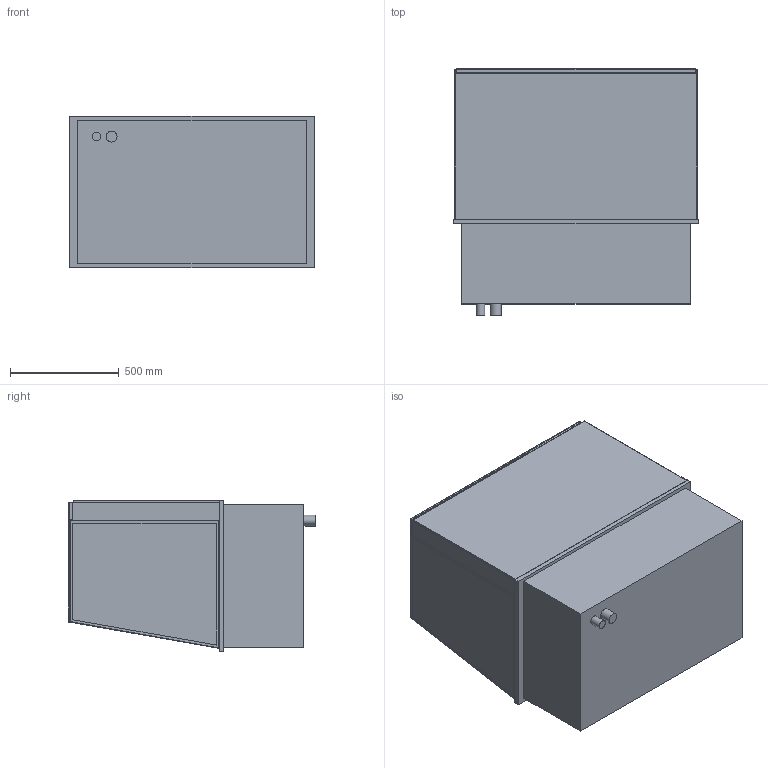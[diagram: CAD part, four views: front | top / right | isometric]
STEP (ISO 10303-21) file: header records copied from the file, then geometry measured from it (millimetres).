
FILE_DESCRIPTION(/* description */ ('Einbaukühlvitrine: zentralgekühlt'),/* implementation_level */ '2;1');
FILE_NAME(/* name */ '3D-AKE-00007238.stp',/* time_stamp */ '2025-01-30T09:34:52+01:00',/* author */ ('marina.schachner'),/* organization */ (''),/* preprocessor_version */ 'ST-DEVELOPER v20',/* originating_system */ 'Autodesk Inventor 2024',/* authorisation */ '');
FILE_SCHEMA (('AUTOMOTIVE_DESIGN { 1 0 10303 214 3 1 1 }'));
Length unit declared in the file: millimetre
Products named in the file (1): 3D-AKE-00007238
Bounding box: 1125 x 1140 x 695 mm (x, y, z)
Volume: 161634890.4 mm3; surface area: 18504794.7 mm2
Topology: 37 solids, 37 shells, 406 faces, 969 edges, 646 vertices
Faces by surface type: plane 370, cylinder 36
Full cylindrical faces by diameter (mm): 40 x1, 50 x1
Entity records: 11593 total; most frequent: CARTESIAN_POINT 2022, ORIENTED_EDGE 1938, DIRECTION 1855, EDGE_CURVE 969, LINE 897, VECTOR 897, VERTEX_POINT 646, AXIS2_PLACEMENT_3D 479
